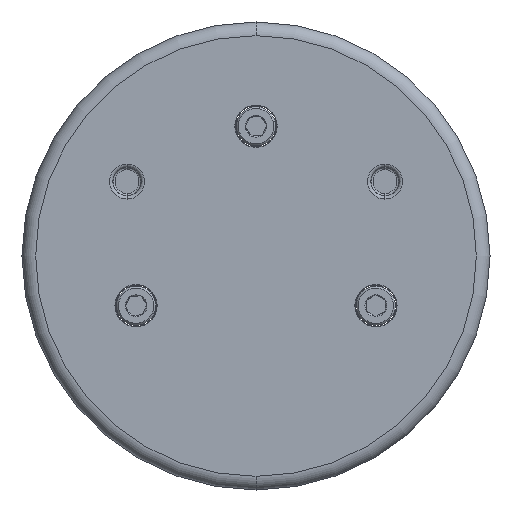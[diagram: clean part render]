
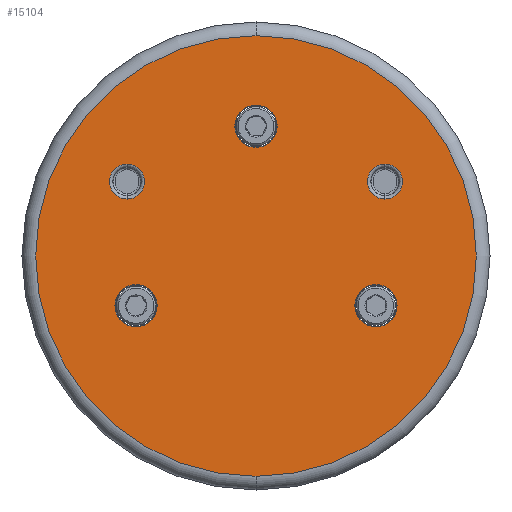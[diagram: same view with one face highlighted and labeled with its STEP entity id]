
A CAD part, front view. The second image highlights one B-rep face of the part: STEP entity #15104.
In plain terms, the highlighted face is planar.
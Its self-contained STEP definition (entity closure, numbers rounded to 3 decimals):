
#14269=CARTESIAN_POINT('',(-19.,0.,0.));
#14270=DIRECTION('',(0.,1.,0.));
#14271=DIRECTION('',(0.,0.,-1.));
#14272=AXIS2_PLACEMENT_3D('',#14269,#14270,#14271);
#14274=CARTESIAN_POINT('',(-19.,0.,0.));
#14275=DIRECTION('',(0.,1.,0.));
#14276=DIRECTION('',(0.,0.,1.));
#14277=AXIS2_PLACEMENT_3D('',#14274,#14275,#14276);
#14279=CARTESIAN_POINT('',(7.271,0.,
-17.554));
#14280=DIRECTION('',(0.,1.,0.));
#14281=DIRECTION('',(0.,0.,-1.));
#14282=AXIS2_PLACEMENT_3D('',#14279,#14280,#14281);
#14284=CARTESIAN_POINT('',(7.271,0.,
-17.554));
#14285=DIRECTION('',(0.,1.,0.));
#14286=DIRECTION('',(0.,0.,1.));
#14287=AXIS2_PLACEMENT_3D('',#14284,#14285,#14286);
#14289=CARTESIAN_POINT('',(7.271,0.,
17.554));
#14290=DIRECTION('',(0.,1.,0.));
#14291=DIRECTION('',(0.,0.,-1.));
#14292=AXIS2_PLACEMENT_3D('',#14289,#14290,#14291);
#14294=CARTESIAN_POINT('',(7.271,0.,
17.554));
#14295=DIRECTION('',(0.,1.,0.));
#14296=DIRECTION('',(0.,0.,1.));
#14297=AXIS2_PLACEMENT_3D('',#14294,#14295,#14296);
#14299=CARTESIAN_POINT('',(0.,0.,0.));
#14300=DIRECTION('',(0.,1.,0.));
#14301=DIRECTION('',(1.,0.,0.));
#14302=AXIS2_PLACEMENT_3D('',#14299,#14300,#14301);
#14304=CARTESIAN_POINT('',(0.,0.,0.));
#14305=DIRECTION('',(0.,1.,0.));
#14306=DIRECTION('',(-1.,0.,0.));
#14307=AXIS2_PLACEMENT_3D('',#14304,#14305,#14306);
#14309=CARTESIAN_POINT('',(-10.899,0.,18.88));
#14310=DIRECTION('',(0.,-1.,0.));
#14311=DIRECTION('',(-1.,0.,0.));
#14312=AXIS2_PLACEMENT_3D('',#14309,#14310,#14311);
#14314=CARTESIAN_POINT('',(-10.899,0.,18.88));
#14315=DIRECTION('',(0.,-1.,0.));
#14316=DIRECTION('',(1.,0.,0.));
#14317=AXIS2_PLACEMENT_3D('',#14314,#14315,#14316);
#14319=CARTESIAN_POINT('',(-10.899,0.,-18.88));
#14320=DIRECTION('',(0.,-1.,0.));
#14321=DIRECTION('',(-1.,0.,0.));
#14322=AXIS2_PLACEMENT_3D('',#14319,#14320,#14321);
#14324=CARTESIAN_POINT('',(-10.899,0.,-18.88));
#14325=DIRECTION('',(0.,-1.,0.));
#14326=DIRECTION('',(1.,0.,0.));
#14327=AXIS2_PLACEMENT_3D('',#14324,#14325,#14326);
#14941=CARTESIAN_POINT('',(32.25,0.,0.));
#14942=CARTESIAN_POINT('',(-32.25,0.,0.));
#14943=VERTEX_POINT('',#14941);
#14944=VERTEX_POINT('',#14942);
#14949=CARTESIAN_POINT('',(-19.,0.,-3.093));
#14950=CARTESIAN_POINT('',(-19.,0.,3.093));
#14951=VERTEX_POINT('',#14949);
#14952=VERTEX_POINT('',#14950);
#14953=CARTESIAN_POINT('',(7.271,0.,
-20.646));
#14954=CARTESIAN_POINT('',(7.271,0.,
-14.461));
#14955=VERTEX_POINT('',#14953);
#14956=VERTEX_POINT('',#14954);
#14957=CARTESIAN_POINT('',(7.271,0.,
14.461));
#14958=CARTESIAN_POINT('',(7.271,0.,
20.646));
#14959=VERTEX_POINT('',#14957);
#14960=VERTEX_POINT('',#14958);
#14977=CARTESIAN_POINT('',(-13.465,0.,18.88));
#14978=CARTESIAN_POINT('',(-8.333,0.,18.88));
#14979=VERTEX_POINT('',#14977);
#14980=VERTEX_POINT('',#14978);
#14985=CARTESIAN_POINT('',(-13.465,0.,-18.88));
#14986=CARTESIAN_POINT('',(-8.333,0.,-18.88));
#14987=VERTEX_POINT('',#14985);
#14988=VERTEX_POINT('',#14986);
#15063=CARTESIAN_POINT('',(0.,0.,0.));
#15064=DIRECTION('',(0.,1.,0.));
#15065=DIRECTION('',(1.,0.,0.));
#15066=AXIS2_PLACEMENT_3D('',#15063,#15064,#15065);
#15067=PLANE('',#15066);
#15069=ORIENTED_EDGE('',*,*,#15068,.F.);
#15071=ORIENTED_EDGE('',*,*,#15070,.F.);
#15072=EDGE_LOOP('',(#15069,#15071));
#15073=FACE_OUTER_BOUND('',#15072,.F.);
#15075=ORIENTED_EDGE('',*,*,#15074,.T.);
#15077=ORIENTED_EDGE('',*,*,#15076,.T.);
#15078=EDGE_LOOP('',(#15075,#15077));
#15079=FACE_BOUND('',#15078,.F.);
#15081=ORIENTED_EDGE('',*,*,#15080,.T.);
#15083=ORIENTED_EDGE('',*,*,#15082,.T.);
#15084=EDGE_LOOP('',(#15081,#15083));
#15085=FACE_BOUND('',#15084,.F.);
#15087=ORIENTED_EDGE('',*,*,#15086,.T.);
#15089=ORIENTED_EDGE('',*,*,#15088,.T.);
#15090=EDGE_LOOP('',(#15087,#15089));
#15091=FACE_BOUND('',#15090,.F.);
#15093=ORIENTED_EDGE('',*,*,#15092,.F.);
#15095=ORIENTED_EDGE('',*,*,#15094,.F.);
#15096=EDGE_LOOP('',(#15093,#15095));
#15097=FACE_BOUND('',#15096,.F.);
#15099=ORIENTED_EDGE('',*,*,#15098,.F.);
#15101=ORIENTED_EDGE('',*,*,#15100,.F.);
#15102=EDGE_LOOP('',(#15099,#15101));
#15103=FACE_BOUND('',#15102,.F.);
#15104=ADVANCED_FACE('',(#15073,#15079,#15085,#15091,#15097,#15103),#15067,.T.);
#14273=CIRCLE('',#14272,3.093);
#14278=CIRCLE('',#14277,3.093);
#14283=CIRCLE('',#14282,3.093);
#14288=CIRCLE('',#14287,3.093);
#14293=CIRCLE('',#14292,3.093);
#14298=CIRCLE('',#14297,3.093);
#14303=CIRCLE('',#14302,32.25);
#14308=CIRCLE('',#14307,32.25);
#14313=CIRCLE('',#14312,2.566);
#14318=CIRCLE('',#14317,2.566);
#14323=CIRCLE('',#14322,2.566);
#14328=CIRCLE('',#14327,2.566);
#15068=EDGE_CURVE('',#14943,#14944,#14303,.T.);
#15070=EDGE_CURVE('',#14944,#14943,#14308,.T.);
#15074=EDGE_CURVE('',#14955,#14956,#14283,.T.);
#15076=EDGE_CURVE('',#14956,#14955,#14288,.T.);
#15080=EDGE_CURVE('',#14959,#14960,#14293,.T.);
#15082=EDGE_CURVE('',#14960,#14959,#14298,.T.);
#15086=EDGE_CURVE('',#14951,#14952,#14273,.T.);
#15088=EDGE_CURVE('',#14952,#14951,#14278,.T.);
#15092=EDGE_CURVE('',#14979,#14980,#14313,.T.);
#15094=EDGE_CURVE('',#14980,#14979,#14318,.T.);
#15098=EDGE_CURVE('',#14987,#14988,#14323,.T.);
#15100=EDGE_CURVE('',#14988,#14987,#14328,.T.);
